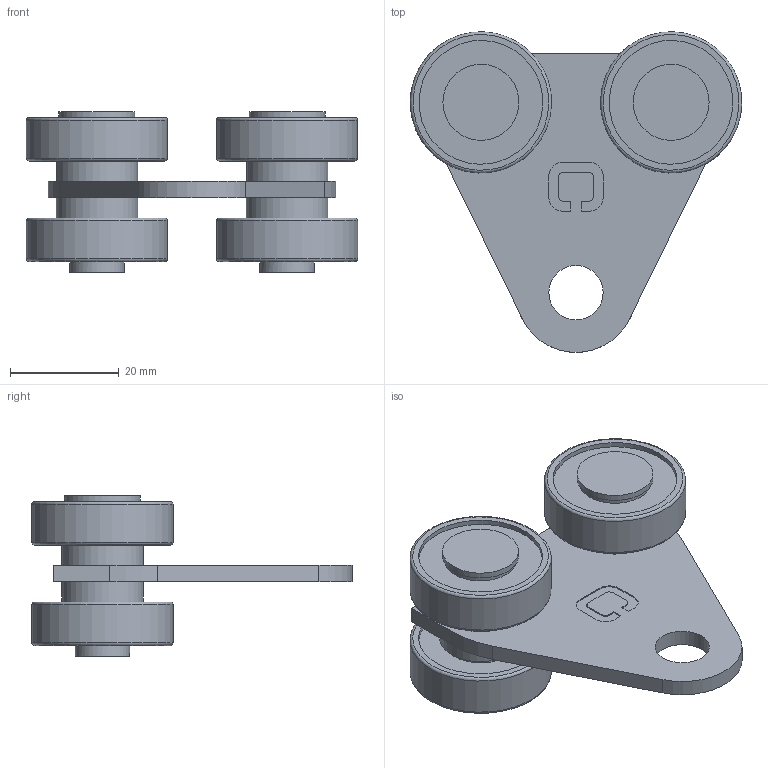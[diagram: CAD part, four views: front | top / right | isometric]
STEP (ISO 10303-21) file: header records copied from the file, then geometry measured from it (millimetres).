
FILE_DESCRIPTION(('STEP AP203'), '1');
FILE_NAME('213.RC35 Òåëåæêà RC35 ñ îòâåðñòèåì çàêðóãëåííàÿ', '', ('UNSPECIFIED'), ('UNSPECIFIED'), 'ASCON STEP Converter 1.3', 'ASCON Math Kernel', '');
FILE_SCHEMA(('CONFIG_CONTROL_DESIGN'));
Length unit declared in the file: millimetre
Products named in the file (1): 213.RC35
Bounding box: 60.99 x 58.95 x 29.6 mm (x, y, z)
Volume: 24150.9 mm3; surface area: 12271 mm2
Topology: 1 solids, 1 shells, 102 faces, 199 edges, 130 vertices
Faces by surface type: plane 50, cylinder 40, torus 10, cone 2
Full cylindrical faces by diameter (mm): 10 x3, 13.2 x8, 14 x2, 15 x4, 22.8 x8, 26 x4
Entity records: 3294 total; most frequent: DIRECTION 460, CARTESIAN_POINT 391, ORIENTED_EDGE 316, AXIS2_PLACEMENT_3D 199, EDGE_LOOP 176, EDGE_CURVE 158, VERTEX_POINT 130, COLOUR_RGB 103
